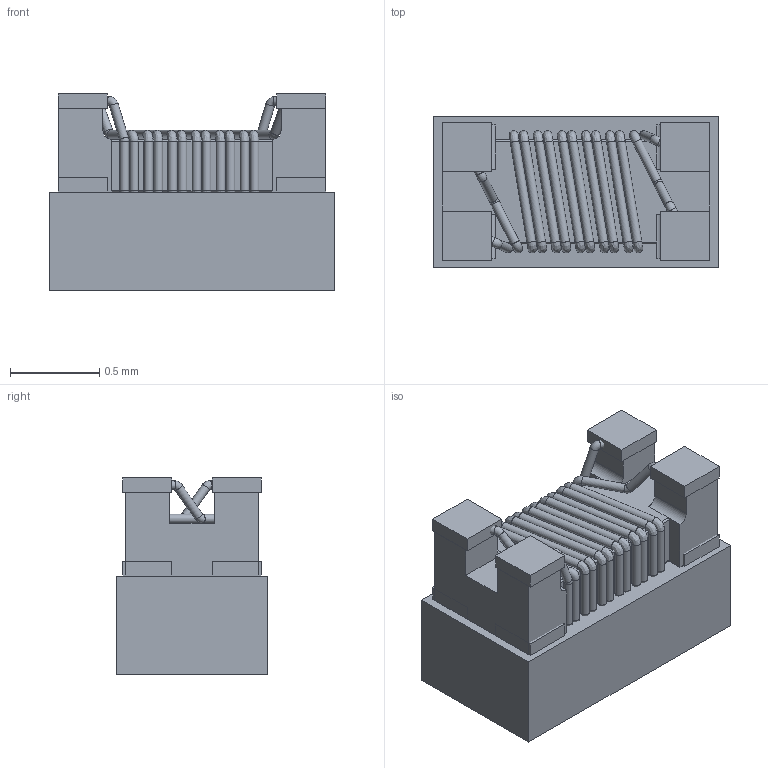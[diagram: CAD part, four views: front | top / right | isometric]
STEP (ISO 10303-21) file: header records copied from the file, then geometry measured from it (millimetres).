
FILE_DESCRIPTION( ( 'Unknown' ), '1' );
FILE_NAME( '744230xxx.stp', 'Unknown', ( 'Unknown' ), ( 'Unknown' ), 'XStep 1.0', 'Unknown', ' ' );
FILE_SCHEMA( ( 'automotive_design' ) );
Length unit declared in the file: millimetre
Products named in the file (9): Assem1; Epoxy; Ferrite; Pins
Bounding box: 1.6 x 0.85 x 1.1 mm (x, y, z)
Surface area: 28.4 mm2
Topology: 16 solids, 16 shells, 356 faces, 748 edges, 424 vertices
Faces by surface type: cylinder 128, plane 120, bspline 88, torus 20
Full cylindrical faces by diameter (mm): 0.05 x112
Entity records: 7454 total; most frequent: CARTESIAN_POINT 3867, DIRECTION 678, ORIENTED_EDGE 528, FACE_OUTER_BOUND 288, EDGE_LOOP 288, AXIS2_PLACEMENT_3D 271, EDGE_CURVE 264, VERTEX_POINT 212
